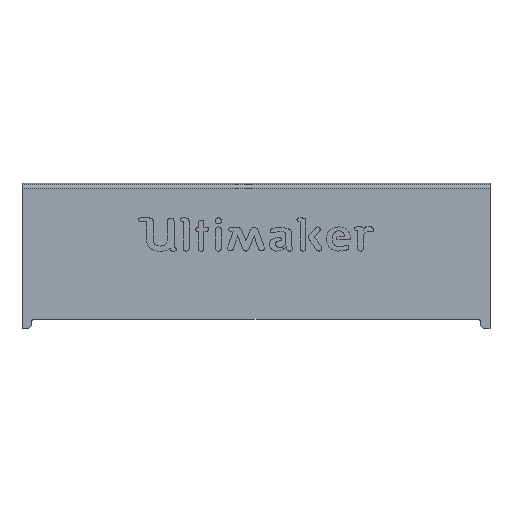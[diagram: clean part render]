
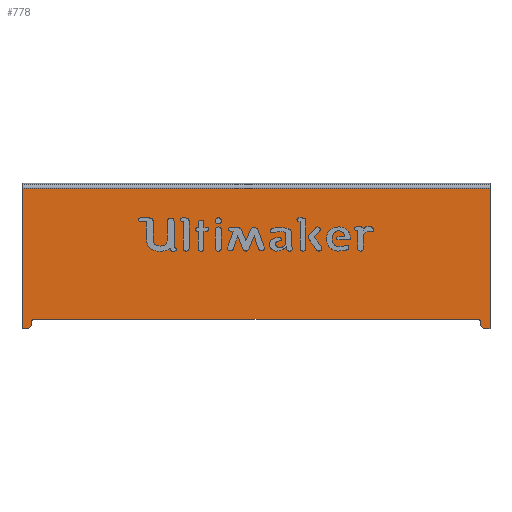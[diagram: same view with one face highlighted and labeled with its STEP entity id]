
A CAD part, top view. The second image highlights one B-rep face of the part: STEP entity #778.
In plain terms, the highlighted planar face has unit normal (0, 0, 1).
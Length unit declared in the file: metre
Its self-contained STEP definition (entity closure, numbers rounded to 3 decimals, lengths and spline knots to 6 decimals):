
#778=ADVANCED_FACE('0:2502',(#1590),#1591,.T.);
#1590=FACE_OUTER_BOUND('',#2884,.T.);
#1591=PLANE('',#2885);
#2884=EDGE_LOOP('',(#5216,#5217,#5218,#5219,#5220,#5221,#5222,#5223,#5224,#5225,#5226,#5227));
#2885=AXIS2_PLACEMENT_3D('',#5228,#5229,#5230);
#5216=ORIENTED_EDGE('',*,*,#6428,.F.);
#5217=ORIENTED_EDGE('',*,*,#6565,.T.);
#5218=ORIENTED_EDGE('',*,*,#6238,.F.);
#5219=ORIENTED_EDGE('',*,*,#7083,.F.);
#5220=ORIENTED_EDGE('',*,*,#6730,.F.);
#5221=ORIENTED_EDGE('',*,*,#7084,.F.);
#5222=ORIENTED_EDGE('',*,*,#6924,.T.);
#5223=ORIENTED_EDGE('',*,*,#7085,.T.);
#5224=ORIENTED_EDGE('',*,*,#7086,.T.);
#5225=ORIENTED_EDGE('',*,*,#6605,.F.);
#5226=ORIENTED_EDGE('',*,*,#7087,.F.);
#5227=ORIENTED_EDGE('',*,*,#7088,.F.);
#5228=CARTESIAN_POINT('',(-0.10001,0.011204,0.0225));
#5229=DIRECTION('',(0.0,0.,1.0));
#5230=DIRECTION('',(0.0,-1.0,0.));
#6238=EDGE_CURVE('',#7296,#7297,#7298,.T.);
#6428=EDGE_CURVE('',#7641,#7643,#7644,.T.);
#6565=EDGE_CURVE('',#7641,#7297,#7878,.F.);
#6605=EDGE_CURVE('',#7940,#7941,#7942,.T.);
#6730=EDGE_CURVE('',#8140,#8142,#8143,.F.);
#6924=EDGE_CURVE('',#8426,#8427,#8428,.F.);
#7083=EDGE_CURVE('',#8142,#7296,#8622,.T.);
#7084=EDGE_CURVE('',#8426,#8140,#8623,.T.);
#7085=EDGE_CURVE('',#8427,#8624,#8625,.T.);
#7086=EDGE_CURVE('',#8624,#7941,#8626,.F.);
#7087=EDGE_CURVE('',#8627,#7940,#8628,.F.);
#7088=EDGE_CURVE('',#7643,#8627,#8629,.T.);
#7296=VERTEX_POINT('',#8864);
#7297=VERTEX_POINT('',#8865);
#7298=LINE('',#8866,#8867);
#7641=VERTEX_POINT('',#9447);
#7643=VERTEX_POINT('',#9449);
#7644=LINE('',#9450,#9451);
#7878=LINE('',#9844,#9845);
#7940=VERTEX_POINT('',#9938);
#7941=VERTEX_POINT('',#9939);
#7942=LINE('',#9940,#9941);
#8140=VERTEX_POINT('',#10261);
#8142=VERTEX_POINT('',#10264);
#8143=CIRCLE('',#10265,0.002);
#8426=VERTEX_POINT('',#10790);
#8427=VERTEX_POINT('',#10791);
#8428=CIRCLE('',#10792,0.0015);
#8622=LINE('',#11146,#11147);
#8623=LINE('',#11148,#11149);
#8624=VERTEX_POINT('',#11150);
#8625=LINE('',#11151,#11152);
#8626=CIRCLE('',#11153,0.0015);
#8627=VERTEX_POINT('',#11154);
#8628=CIRCLE('',#11155,0.002);
#8629=LINE('',#11156,#11157);
#8864=CARTESIAN_POINT('',(-0.1,-0.056,0.0225));
#8865=CARTESIAN_POINT('',(-0.1,0.004,0.0225));
#8866=CARTESIAN_POINT('',(-0.1,-0.0001,0.0225));
#8867=VECTOR('',#11516,1.0);
#9447=CARTESIAN_POINT('',(0.1,0.004,0.0225));
#9449=CARTESIAN_POINT('',(0.1,-0.056,0.0225));
#9450=CARTESIAN_POINT('',(0.1,-0.0001,0.0225));
#9451=VECTOR('',#11664,1.0);
#9844=CARTESIAN_POINT('',(-0.10001,0.004,0.0225));
#9845=VECTOR('',#11770,1.0);
#9938=CARTESIAN_POINT('',(0.096,-0.054,0.0225));
#9939=CARTESIAN_POINT('',(0.096,-0.0535,0.0225));
#9940=CARTESIAN_POINT('',(0.096,-0.054,0.0225));
#9941=VECTOR('',#11811,1.0);
#10261=CARTESIAN_POINT('',(-0.096,-0.054,0.0225));
#10264=CARTESIAN_POINT('',(-0.098,-0.056,0.0225));
#10265=AXIS2_PLACEMENT_3D('',#11926,#11927,#11928);
#10790=CARTESIAN_POINT('',(-0.096,-0.0535,0.0225));
#10791=CARTESIAN_POINT('',(-0.0945,-0.052,0.0225));
#10792=AXIS2_PLACEMENT_3D('',#12063,#12064,#12065);
#11146=CARTESIAN_POINT('',(-0.098,-0.056,0.0225));
#11147=VECTOR('',#12151,1.0);
#11148=CARTESIAN_POINT('',(-0.096,-0.054,0.0225));
#11149=VECTOR('',#12152,1.0);
#11150=CARTESIAN_POINT('',(0.0945,-0.052,0.0225));
#11151=CARTESIAN_POINT('',(0.,-0.052,0.0225));
#11152=VECTOR('',#12153,1.0);
#11153=AXIS2_PLACEMENT_3D('',#12154,#12155,#12156);
#11154=CARTESIAN_POINT('',(0.098,-0.056,0.0225));
#11155=AXIS2_PLACEMENT_3D('',#12157,#12158,#12159);
#11156=CARTESIAN_POINT('',(0.098,-0.056,0.0225));
#11157=VECTOR('',#12160,1.0);
#11516=DIRECTION('',(0.,1.0,0.));
#11664=DIRECTION('',(0.,-1.0,0.));
#11770=DIRECTION('',(1.0,0.0,0.0));
#11811=DIRECTION('',(0.0,1.0,0.));
#11926=CARTESIAN_POINT('',(-0.098,-0.054,0.0225));
#11927=DIRECTION('',(0.0,0.,1.0));
#11928=DIRECTION('',(0.0,-1.0,0.));
#12063=CARTESIAN_POINT('',(-0.0945,-0.0535,0.0225));
#12064=DIRECTION('',(0.0,0.,1.0));
#12065=DIRECTION('',(0.0,-1.0,0.));
#12151=DIRECTION('',(-1.0,-0.0,0.0));
#12152=DIRECTION('',(0.0,-1.0,0.));
#12153=DIRECTION('',(1.0,0.,0.));
#12154=CARTESIAN_POINT('',(0.0945,-0.0535,0.0225));
#12155=DIRECTION('',(0.0,0.,1.0));
#12156=DIRECTION('',(0.0,-1.0,0.));
#12157=CARTESIAN_POINT('',(0.098,-0.054,0.0225));
#12158=DIRECTION('',(0.0,0.,1.0));
#12159=DIRECTION('',(0.0,-1.0,0.));
#12160=DIRECTION('',(-1.0,0.0,0.0));
